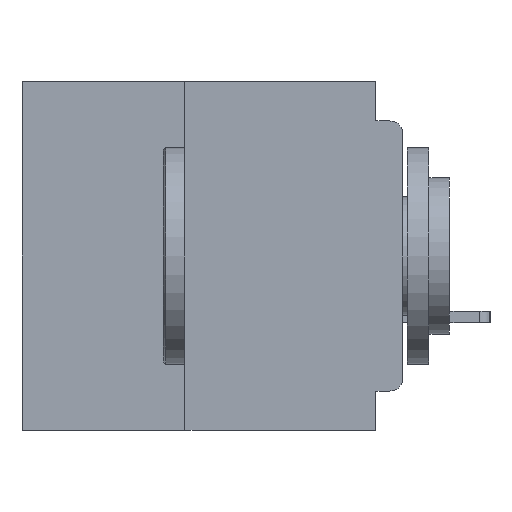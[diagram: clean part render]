
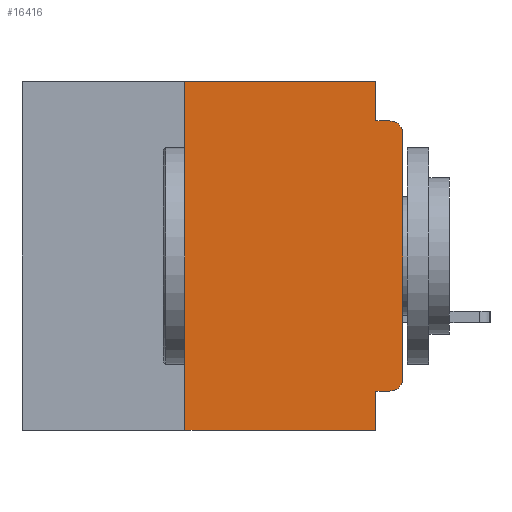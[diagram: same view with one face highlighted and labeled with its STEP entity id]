
A CAD part, left-side view. The second image highlights one B-rep face of the part: STEP entity #16416.
In plain terms, the highlighted planar face has unit normal (-1, 0, 0).
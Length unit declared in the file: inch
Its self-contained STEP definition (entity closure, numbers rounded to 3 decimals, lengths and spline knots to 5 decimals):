
#118 = EDGE_CURVE ( 'NONE', #18725, #32822, #41343, .T. ) ;
#142 = CARTESIAN_POINT ( 'NONE',  ( 0., 0.031, 0. ) ) ;
#1763 = EDGE_CURVE ( 'NONE', #13218, #30422, #27775, .T. ) ;
#1881 = DIRECTION ( 'NONE',  ( 0., 1., 0. ) ) ;
#1900 = ORIENTED_EDGE ( 'NONE', *, *, #5973, .T. ) ;
#1942 = CARTESIAN_POINT ( 'NONE',  ( 0., 0.015, -0.355 ) ) ;
#1958 = ORIENTED_EDGE ( 'NONE', *, *, #26692, .T. ) ;
#1969 = CARTESIAN_POINT ( 'NONE',  ( 0., 0.25, -0.4 ) ) ;
#5315 = VECTOR ( 'NONE', #12833, 39.37008 ) ;
#5565 = FACE_OUTER_BOUND ( 'NONE', #50439, .T. ) ;
#5927 = LINE ( 'NONE', #18720, #49485 ) ;
#5973 = EDGE_CURVE ( 'NONE', #30422, #28517, #52330, .T. ) ;
#6401 = DIRECTION ( 'NONE',  ( 1., 0., 0. ) ) ;
#8300 = VERTEX_POINT ( 'NONE', #1942 ) ;
#9735 = EDGE_CURVE ( 'NONE', #33026, #18731, #9976, .T. ) ;
#9777 = EDGE_CURVE ( 'NONE', #45625, #18725, #17204, .T. ) ;
#9976 = LINE ( 'NONE', #37269, #40989 ) ;
#12147 = CARTESIAN_POINT ( 'NONE',  ( 0., 0.031, 0. ) ) ;
#12833 = DIRECTION ( 'NONE',  ( 0., 0., 1. ) ) ;
#13059 = CARTESIAN_POINT ( 'NONE',  ( 0., 0.25, -0.4 ) ) ;
#13218 = VERTEX_POINT ( 'NONE', #46511 ) ;
#13435 = CARTESIAN_POINT ( 'NONE',  ( 0., 0., 0. ) ) ;
#13828 = AXIS2_PLACEMENT_3D ( 'NONE', #31670, #6401, #19148 ) ;
#15050 = CARTESIAN_POINT ( 'NONE',  ( 0., 0.031, -0.355 ) ) ;
#16370 = CARTESIAN_POINT ( 'NONE',  ( 0., 0.031, -0.4 ) ) ;
#16416 = ADVANCED_FACE ( 'NONE', ( #5565 ), #44361, .F. ) ;
#17204 = LINE ( 'NONE', #46082, #38342 ) ;
#17360 = CARTESIAN_POINT ( 'NONE',  ( 0., 0.015, -0.34 ) ) ;
#17905 = CARTESIAN_POINT ( 'NONE',  ( 0., 0.015, -0.06 ) ) ;
#18080 = LINE ( 'NONE', #1969, #29282 ) ;
#18720 = CARTESIAN_POINT ( 'NONE',  ( 0., 0., -0.355 ) ) ;
#18725 = VERTEX_POINT ( 'NONE', #12147 ) ;
#18731 = VERTEX_POINT ( 'NONE', #16370 ) ;
#18908 = VECTOR ( 'NONE', #54364, 39.37008 ) ;
#19148 = DIRECTION ( 'NONE',  ( 0., 0., -1. ) ) ;
#19639 = LINE ( 'NONE', #27855, #39430 ) ;
#21623 = DIRECTION ( 'NONE',  ( 0., 0., -1. ) ) ;
#22162 = DIRECTION ( 'NONE',  ( 0., 0., -1. ) ) ;
#23792 = ORIENTED_EDGE ( 'NONE', *, *, #29672, .T. ) ;
#25283 = LINE ( 'NONE', #53026, #46371 ) ;
#26514 = CARTESIAN_POINT ( 'NONE',  ( 0., 0., -0.06 ) ) ;
#26692 = EDGE_CURVE ( 'NONE', #40581, #18731, #25283, .T. ) ;
#27005 = AXIS2_PLACEMENT_3D ( 'NONE', #17360, #46820, #21623 ) ;
#27775 = LINE ( 'NONE', #13435, #5315 ) ;
#27855 = CARTESIAN_POINT ( 'NONE',  ( 0., 0., -0.045 ) ) ;
#28030 = DIRECTION ( 'NONE',  ( 0., -1., 0. ) ) ;
#28391 = ORIENTED_EDGE ( 'NONE', *, *, #9735, .F. ) ;
#28517 = VERTEX_POINT ( 'NONE', #51765 ) ;
#28954 = DIRECTION ( 'NONE',  ( 0., 0., -1. ) ) ;
#29282 = VECTOR ( 'NONE', #31512, 39.37008 ) ;
#29672 = EDGE_CURVE ( 'NONE', #8300, #13218, #44667, .T. ) ;
#29680 = ORIENTED_EDGE ( 'NONE', *, *, #51960, .F. ) ;
#30422 = VERTEX_POINT ( 'NONE', #26514 ) ;
#31063 = AXIS2_PLACEMENT_3D ( 'NONE', #17905, #47367, #22162 ) ;
#31512 = DIRECTION ( 'NONE',  ( 0., 0., 1. ) ) ;
#31670 = CARTESIAN_POINT ( 'NONE',  ( 0., 0.437, 0. ) ) ;
#32359 = EDGE_CURVE ( 'NONE', #40581, #45625, #18080, .T. ) ;
#32822 = VERTEX_POINT ( 'NONE', #47451 ) ;
#33010 = ORIENTED_EDGE ( 'NONE', *, *, #32359, .F. ) ;
#33026 = VERTEX_POINT ( 'NONE', #15050 ) ;
#33706 = ORIENTED_EDGE ( 'NONE', *, *, #34286, .F. ) ;
#34286 = EDGE_CURVE ( 'NONE', #8300, #33026, #5927, .T. ) ;
#37269 = CARTESIAN_POINT ( 'NONE',  ( 0., 0.031, -0.4 ) ) ;
#38342 = VECTOR ( 'NONE', #50326, 39.37008 ) ;
#38957 = ORIENTED_EDGE ( 'NONE', *, *, #9777, .F. ) ;
#39430 = VECTOR ( 'NONE', #28030, 39.37008 ) ;
#40517 = DIRECTION ( 'NONE',  ( 0., -1., 0. ) ) ;
#40581 = VERTEX_POINT ( 'NONE', #13059 ) ;
#40989 = VECTOR ( 'NONE', #28954, 39.37008 ) ;
#41193 = CARTESIAN_POINT ( 'NONE',  ( 0., 0.25, 0. ) ) ;
#41343 = LINE ( 'NONE', #142, #18908 ) ;
#44361 = PLANE ( 'NONE',  #13828 ) ;
#44667 = CIRCLE ( 'NONE', #27005, 0.015 ) ;
#45625 = VERTEX_POINT ( 'NONE', #41193 ) ;
#46082 = CARTESIAN_POINT ( 'NONE',  ( 0., 0.437, 0. ) ) ;
#46371 = VECTOR ( 'NONE', #40517, 39.37008 ) ;
#46511 = CARTESIAN_POINT ( 'NONE',  ( 0., 0., -0.34 ) ) ;
#46820 = DIRECTION ( 'NONE',  ( -1., 0., 0. ) ) ;
#47367 = DIRECTION ( 'NONE',  ( -1., 0., 0. ) ) ;
#47408 = ORIENTED_EDGE ( 'NONE', *, *, #1763, .T. ) ;
#47451 = CARTESIAN_POINT ( 'NONE',  ( 0., 0.031, -0.045 ) ) ;
#49485 = VECTOR ( 'NONE', #1881, 39.37008 ) ;
#50326 = DIRECTION ( 'NONE',  ( 0., -1., 0. ) ) ;
#50439 = EDGE_LOOP ( 'NONE', ( #47408, #1900, #29680, #52106, #38957, #33010, #1958, #28391, #33706, #23792 ) ) ;
#51765 = CARTESIAN_POINT ( 'NONE',  ( 0., 0.015, -0.045 ) ) ;
#51960 = EDGE_CURVE ( 'NONE', #32822, #28517, #19639, .T. ) ;
#52106 = ORIENTED_EDGE ( 'NONE', *, *, #118, .F. ) ;
#52330 = CIRCLE ( 'NONE', #31063, 0.015 ) ;
#53026 = CARTESIAN_POINT ( 'NONE',  ( 0., 0.437, -0.4 ) ) ;
#54364 = DIRECTION ( 'NONE',  ( 0., 0., -1. ) ) ;
